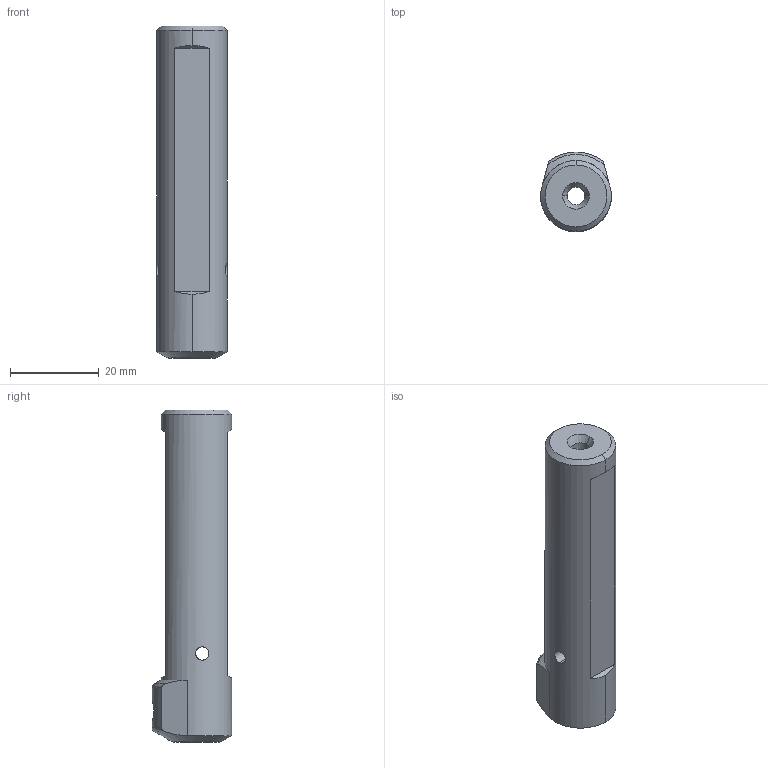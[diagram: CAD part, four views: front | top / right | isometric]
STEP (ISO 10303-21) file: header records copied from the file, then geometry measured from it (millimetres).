
FILE_DESCRIPTION(/* description */ (''),/* implementation_level */ '2;1');
FILE_NAME(/* name */ '1503306883003.stp',/* time_stamp */ '2017-08-21T11:14:48+02:00',/* author */ (''),/* organization */ ('SMS'),/* preprocessor_version */ 'ST-DEVELOPER v15',/* originating_system */ 'SIEMENS PLM Software NX 8.5',/* authorisation */ '');
FILE_SCHEMA (('AUTOMOTIVE_DESIGN { 1 0 10303 214 3 1 1 1 }'));
Length unit declared in the file: millimetre
Products named in the file (1): CXS-A16-05_step
Bounding box: 16 x 18 x 75 mm (x, y, z)
Volume: 13092.6 mm3; surface area: 5529.1 mm2
Topology: 1 solids, 1 shells, 59 faces, 165 edges, 99 vertices
Faces by surface type: cylinder 30, cone 15, plane 10, torus 4
Entity records: 2428 total; most frequent: CARTESIAN_POINT 984, ORIENTED_EDGE 318, DIRECTION 273, EDGE_CURVE 159, AXIS2_PLACEMENT_3D 108, VERTEX_POINT 99, EDGE_LOOP 64, ADVANCED_FACE 59
